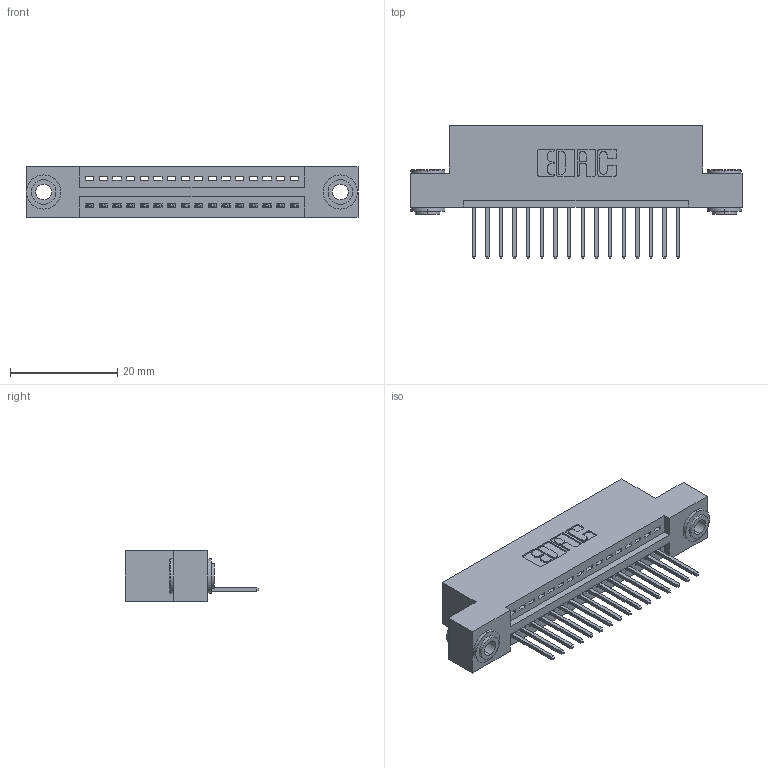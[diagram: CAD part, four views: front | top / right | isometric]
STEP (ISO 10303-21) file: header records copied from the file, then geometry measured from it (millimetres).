
FILE_DESCRIPTION (( 'STEP AP203' ), '1' );
FILE_NAME ('395-016-523-103.STEP', '2018-11-06T14:39:02', ( '' ), ( '' ), 'SwSTEP 2.0', 'SolidWorks 2016', '' );
FILE_SCHEMA (( 'CONFIG_CONTROL_DESIGN' ));
Length unit declared in the file: inch
Products named in the file (4): 395-016-523-103; 345-250-002_345-250-002-102; 345-292-001_345-293-123; 345 Part_Flush Mounting Lugs - 0.156 Dia-TH
Assembly tree (19 placements, depth 2):
  395-016-523-103
    345 Part_Flush Mounting Lugs - 0.156 Dia-TH
    345-292-001_345-293-123  x16
    345-250-002_345-250-002-102  x2
Bounding box: 61.85 x 24.82 x 9.4 mm (x, y, z)
Volume: 5674.7 mm3; surface area: 7419.7 mm2
Topology: 19 solids, 19 shells, 1092 faces, 3233 edges, 2130 vertices
Faces by surface type: plane 730, cylinder 354, cone 8
Entity records: 16210 total; most frequent: CARTESIAN_POINT 2787, ORIENTED_EDGE 2730, DIRECTION 2503, EDGE_CURVE 1365, VECTOR 1145, LINE 1145, VERTEX_POINT 906, AXIS2_PLACEMENT_3D 679
